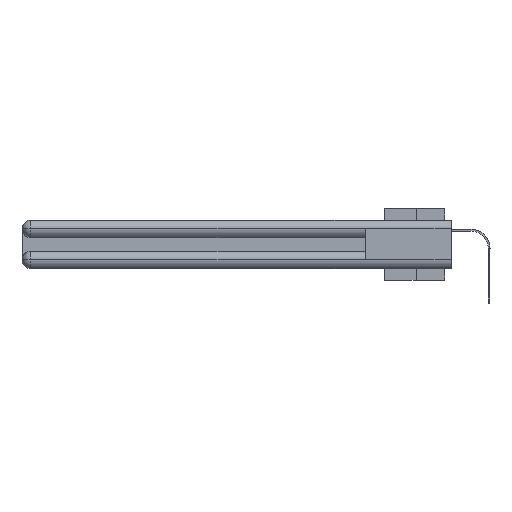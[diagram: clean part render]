
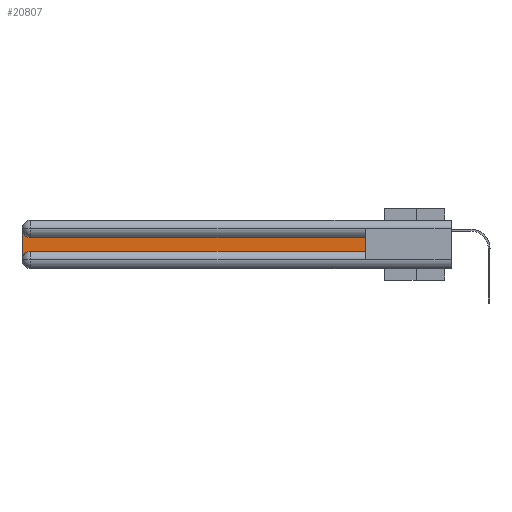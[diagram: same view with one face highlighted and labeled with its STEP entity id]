
A CAD part, left-side view. The second image highlights one B-rep face of the part: STEP entity #20807.
In plain terms, the highlighted planar face has unit normal (-1, 0, 0).
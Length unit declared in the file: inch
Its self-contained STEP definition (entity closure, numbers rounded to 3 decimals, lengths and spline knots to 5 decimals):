
#76 = CARTESIAN_POINT ( 'NONE',  ( 0.075, 0.6, -0.2175 ) ) ;
#3326 = ORIENTED_EDGE ( 'NONE', *, *, #19402, .T. ) ;
#3710 = ORIENTED_EDGE ( 'NONE', *, *, #17609, .T. ) ;
#3818 = CARTESIAN_POINT ( 'NONE',  ( 0.075, 2.94, -0.2775 ) ) ;
#4333 = VERTEX_POINT ( 'NONE', #23118 ) ;
#4713 = FACE_OUTER_BOUND ( 'NONE', #28118, .T. ) ;
#5138 = VERTEX_POINT ( 'NONE', #33264 ) ;
#5947 = CARTESIAN_POINT ( 'NONE',  ( 0.075, 2.94, -0.0625 ) ) ;
#6680 = LINE ( 'NONE', #32745, #31235 ) ;
#6688 = CARTESIAN_POINT ( 'NONE',  ( 0.075, 0.6, -0.1225 ) ) ;
#7082 = ORIENTED_EDGE ( 'NONE', *, *, #23144, .T. ) ;
#7327 = EDGE_CURVE ( 'NONE', #5138, #4333, #31911, .T. ) ;
#7634 = LINE ( 'NONE', #10065, #31337 ) ;
#8933 = DIRECTION ( 'NONE',  ( 0., 0., -1. ) ) ;
#9037 = DIRECTION ( 'NONE',  ( 1., 0., 0. ) ) ;
#9430 = VERTEX_POINT ( 'NONE', #34363 ) ;
#9470 = CIRCLE ( 'NONE', #31115, 0.06 ) ;
#9715 = DIRECTION ( 'NONE',  ( 0., -1., 0. ) ) ;
#9741 = VECTOR ( 'NONE', #9715, 39.37008 ) ;
#10065 = CARTESIAN_POINT ( 'NONE',  ( 0.075, 0.6, -0.1225 ) ) ;
#10958 = ORIENTED_EDGE ( 'NONE', *, *, #33602, .T. ) ;
#14082 = DIRECTION ( 'NONE',  ( 0., 0., -1. ) ) ;
#14315 = CARTESIAN_POINT ( 'NONE',  ( 0.075, 2.94, -0.2175 ) ) ;
#14367 = EDGE_CURVE ( 'NONE', #16259, #5138, #7634, .T. ) ;
#14405 = DIRECTION ( 'NONE',  ( 1., 0., 0. ) ) ;
#15827 = CARTESIAN_POINT ( 'NONE',  ( 0.075, 0.6, -0.2175 ) ) ;
#16259 = VERTEX_POINT ( 'NONE', #6688 ) ;
#17534 = DIRECTION ( 'NONE',  ( 0., 1., 0. ) ) ;
#17609 = EDGE_CURVE ( 'NONE', #19994, #16259, #17738, .T. ) ;
#17738 = LINE ( 'NONE', #15827, #17913 ) ;
#17875 = DIRECTION ( 'NONE',  ( 0., 0., -1. ) ) ;
#17913 = VECTOR ( 'NONE', #28354, 39.37008 ) ;
#18699 = ORIENTED_EDGE ( 'NONE', *, *, #14367, .T. ) ;
#19402 = EDGE_CURVE ( 'NONE', #26668, #19994, #23385, .T. ) ;
#19713 = AXIS2_PLACEMENT_3D ( 'NONE', #5947, #9037, #14082 ) ;
#19994 = VERTEX_POINT ( 'NONE', #76 ) ;
#20807 = ADVANCED_FACE ( 'NONE', ( #4713 ), #31265, .F. ) ;
#20857 = ORIENTED_EDGE ( 'NONE', *, *, #7327, .T. ) ;
#20908 = AXIS2_PLACEMENT_3D ( 'NONE', #31440, #33720, #17875 ) ;
#23118 = CARTESIAN_POINT ( 'NONE',  ( 0.075, 3., -0.0625 ) ) ;
#23144 = EDGE_CURVE ( 'NONE', #4333, #9430, #6680, .T. ) ;
#23385 = LINE ( 'NONE', #25505, #9741 ) ;
#24997 = DIRECTION ( 'NONE',  ( 0., 0., -1. ) ) ;
#25505 = CARTESIAN_POINT ( 'NONE',  ( 0.075, 0.6, -0.2175 ) ) ;
#26668 = VERTEX_POINT ( 'NONE', #14315 ) ;
#28118 = EDGE_LOOP ( 'NONE', ( #18699, #20857, #7082, #10958, #3326, #3710 ) ) ;
#28354 = DIRECTION ( 'NONE',  ( 0., 0., 1. ) ) ;
#31115 = AXIS2_PLACEMENT_3D ( 'NONE', #3818, #14405, #24997 ) ;
#31235 = VECTOR ( 'NONE', #8933, 39.37008 ) ;
#31265 = PLANE ( 'NONE',  #20908 ) ;
#31337 = VECTOR ( 'NONE', #17534, 39.37008 ) ;
#31440 = CARTESIAN_POINT ( 'NONE',  ( 0.075, 3., -0.1225 ) ) ;
#31911 = CIRCLE ( 'NONE', #19713, 0.06 ) ;
#32745 = CARTESIAN_POINT ( 'NONE',  ( 0.075, 3., -0.2175 ) ) ;
#33264 = CARTESIAN_POINT ( 'NONE',  ( 0.075, 2.94, -0.1225 ) ) ;
#33602 = EDGE_CURVE ( 'NONE', #9430, #26668, #9470, .T. ) ;
#33720 = DIRECTION ( 'NONE',  ( 1., 0., 0. ) ) ;
#34363 = CARTESIAN_POINT ( 'NONE',  ( 0.075, 3., -0.2775 ) ) ;
